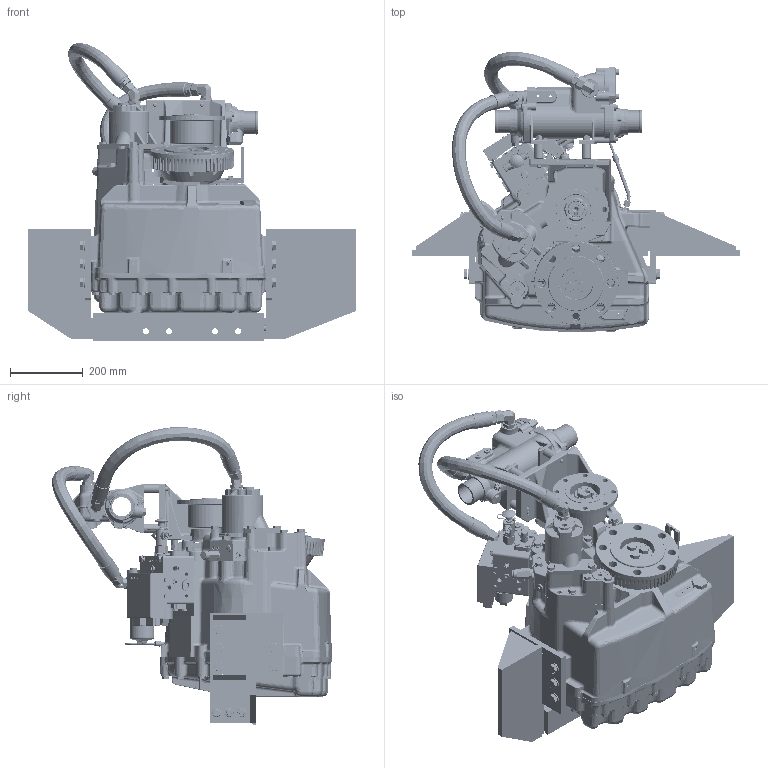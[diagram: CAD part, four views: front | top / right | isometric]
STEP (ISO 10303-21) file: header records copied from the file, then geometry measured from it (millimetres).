
FILE_DESCRIPTION (( 'STEP AP214' ), '1' );
FILE_NAME ('PX1034425.STEP', '2017-11-29T14:00:00', ( '' ), ( '' ), 'SwSTEP 2.0', 'SolidWorks 2015', '' );
FILE_SCHEMA (( 'AUTOMOTIVE_DESIGN' ));
Length unit declared in the file: millimetre
Products named in the file (1): PX1034425
Bounding box: 901.7 x 771.42 x 820.68 mm (x, y, z)
Surface area: 3339646 mm2 (no closed solid volume)
Topology: 0 solids, 624 shells, 4704 faces, 17645 edges, 12899 vertices
Faces by surface type: plane 1630, cylinder 1188, bspline 871, torus 518, cone 376, sphere 121
Full cylindrical faces by diameter (mm): 2.54 x4, 3.175 x1, 4.4 x4, 4.826 x1, 6.35 x6, 7.88 x1, 9 x2, 9.335 x4, 9.538 x1, 10 x12, 10.7 x3, 11 x4, 11.112 x2, 12 x5, 12.5 x1, 12.7 x2, 12.954 x1, 13 x8, 14 x3, 14.2 x8, 14.287 x1, 14.732 x1, 16 x8, 16.256 x1, 16.776 x1, 16.8 x2, 17 x6, 17.488 x1, 18.822 x2, 18.9 x11
Entity records: 320811 total; most frequent: CARTESIAN_POINT 136089, DIRECTION 25227, ORIENTED_EDGE 24775, EDGE_CURVE 17008, VERTEX_POINT 12776, AXIS2_PLACEMENT_3D 9565, LINE 6097, VECTOR 6097
